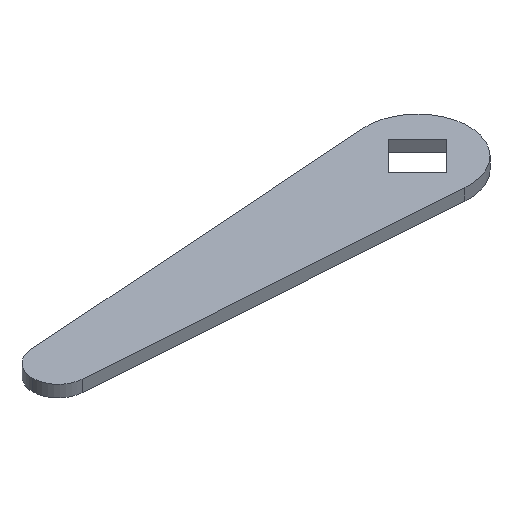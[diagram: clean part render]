
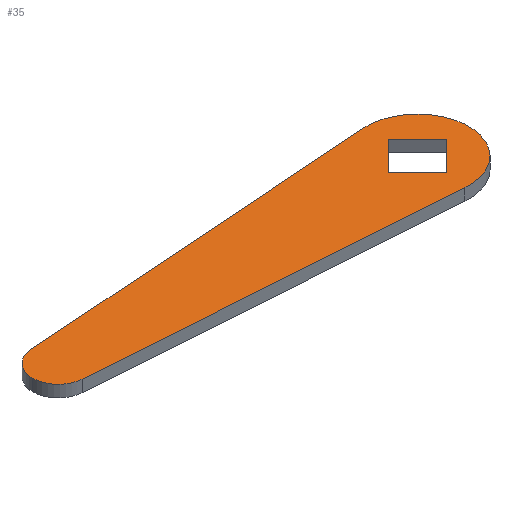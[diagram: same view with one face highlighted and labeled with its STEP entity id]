
A CAD part, isometric view. The second image highlights one B-rep face of the part: STEP entity #35.
In plain terms, the highlighted planar face has unit normal (0, 0, 1).
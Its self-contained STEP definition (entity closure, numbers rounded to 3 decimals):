
#2 = EDGE_CURVE ( 'NONE', #3, #16, #81, .T. ) ;
#3 = VERTEX_POINT ( 'NONE', #142 ) ;
#12 = ORIENTED_EDGE ( 'NONE', *, *, #13, .T. ) ;
#13 = EDGE_CURVE ( 'NONE', #15, #3, #154, .T. ) ;
#14 = ORIENTED_EDGE ( 'NONE', *, *, #2, .T. ) ;
#15 = VERTEX_POINT ( 'NONE', #149 ) ;
#16 = VERTEX_POINT ( 'NONE', #148 ) ;
#18 = EDGE_LOOP ( 'NONE', ( #12, #14, #86, #89, #92 ) ) ;
#35 = ADVANCED_FACE ( 'NONE', ( #182, #181 ), #180, .T. ) ;
#80 = AXIS2_PLACEMENT_3D ( 'NONE', #145, #144, #143 ) ;
#81 = CIRCLE ( 'NONE', #80, 5. ) ;
#86 = ORIENTED_EDGE ( 'NONE', *, *, #87, .T. ) ;
#87 = EDGE_CURVE ( 'NONE', #16, #88, #374, .T. ) ;
#88 = VERTEX_POINT ( 'NONE', #370 ) ;
#89 = ORIENTED_EDGE ( 'NONE', *, *, #90, .T. ) ;
#90 = EDGE_CURVE ( 'NONE', #88, #91, #369, .T. ) ;
#91 = VERTEX_POINT ( 'NONE', #364 ) ;
#92 = ORIENTED_EDGE ( 'NONE', *, *, #93, .T. ) ;
#93 = EDGE_CURVE ( 'NONE', #91, #15, #363, .T. ) ;
#94 = EDGE_LOOP ( 'NONE', ( #102, #107, #109, #112 ) ) ;
#102 = ORIENTED_EDGE ( 'NONE', *, *, #103, .F. ) ;
#103 = EDGE_CURVE ( 'NONE', #104, #105, #292, .T. ) ;
#104 = VERTEX_POINT ( 'NONE', #288 ) ;
#105 = VERTEX_POINT ( 'NONE', #287 ) ;
#106 = VERTEX_POINT ( 'NONE', #286 ) ;
#107 = ORIENTED_EDGE ( 'NONE', *, *, #108, .F. ) ;
#108 = EDGE_CURVE ( 'NONE', #106, #104, #285, .T. ) ;
#109 = ORIENTED_EDGE ( 'NONE', *, *, #110, .F. ) ;
#110 = EDGE_CURVE ( 'NONE', #111, #106, #281, .T. ) ;
#111 = VERTEX_POINT ( 'NONE', #348 ) ;
#112 = ORIENTED_EDGE ( 'NONE', *, *, #113, .F. ) ;
#113 = EDGE_CURVE ( 'NONE', #105, #111, #347, .T. ) ;
#142 = CARTESIAN_POINT ( 'NONE',  ( -75., 0., 2.3 ) ) ;
#143 = DIRECTION ( 'NONE',  ( 1., 0., 0. ) ) ;
#144 = DIRECTION ( 'NONE',  ( 0., 0., 1. ) ) ;
#145 = CARTESIAN_POINT ( 'NONE',  ( -70., 0., 2.3 ) ) ;
#148 = CARTESIAN_POINT ( 'NONE',  ( -70.357, -4.987, 2.3 ) ) ;
#149 = CARTESIAN_POINT ( 'NONE',  ( -70.357, 4.987, 2.3 ) ) ;
#150 = DIRECTION ( 'NONE',  ( 1., 0., 0. ) ) ;
#151 = DIRECTION ( 'NONE',  ( 0., 0., 1. ) ) ;
#152 = CARTESIAN_POINT ( 'NONE',  ( -70., 0., 2.3 ) ) ;
#153 = AXIS2_PLACEMENT_3D ( 'NONE', #152, #151, #150 ) ;
#154 = CIRCLE ( 'NONE', #153, 5. ) ;
#176 = DIRECTION ( 'NONE',  ( 1., 0., 0. ) ) ;
#177 = DIRECTION ( 'NONE',  ( 0., 0., 1. ) ) ;
#178 = CARTESIAN_POINT ( 'NONE',  ( -70., 0., 2.3 ) ) ;
#179 = AXIS2_PLACEMENT_3D ( 'NONE', #178, #177, #176 ) ;
#180 = PLANE ( 'NONE',  #179 ) ;
#181 = FACE_BOUND ( 'NONE', #94, .T. ) ;
#182 = FACE_OUTER_BOUND ( 'NONE', #18, .T. ) ;
#278 = DIRECTION ( 'NONE',  ( -0.707, -0.707, 0. ) ) ;
#279 = VECTOR ( 'NONE', #278, 1000. ) ;
#280 = CARTESIAN_POINT ( 'NONE',  ( -5.657, 0., 2.3 ) ) ;
#281 = LINE ( 'NONE', #280, #279 ) ;
#282 = DIRECTION ( 'NONE',  ( 0.707, -0.707, 0. ) ) ;
#283 = VECTOR ( 'NONE', #282, 1000. ) ;
#284 = CARTESIAN_POINT ( 'NONE',  ( -5.657, 0., 2.3 ) ) ;
#285 = LINE ( 'NONE', #284, #283 ) ;
#286 = CARTESIAN_POINT ( 'NONE',  ( -5.657, 0., 2.3 ) ) ;
#287 = CARTESIAN_POINT ( 'NONE',  ( 5.657, 0., 2.3 ) ) ;
#288 = CARTESIAN_POINT ( 'NONE',  ( 0., -5.657, 2.3 ) ) ;
#289 = DIRECTION ( 'NONE',  ( 0.707, 0.707, 0. ) ) ;
#290 = VECTOR ( 'NONE', #289, 1000. ) ;
#291 = CARTESIAN_POINT ( 'NONE',  ( 0., -5.657, 2.3 ) ) ;
#292 = LINE ( 'NONE', #291, #290 ) ;
#344 = DIRECTION ( 'NONE',  ( -0.707, 0.707, 0. ) ) ;
#345 = VECTOR ( 'NONE', #344, 1000. ) ;
#346 = CARTESIAN_POINT ( 'NONE',  ( 0., 5.657, 2.3 ) ) ;
#347 = LINE ( 'NONE', #346, #345 ) ;
#348 = CARTESIAN_POINT ( 'NONE',  ( 0., 5.657, 2.3 ) ) ;
#360 = DIRECTION ( 'NONE',  ( -0.997, -0.071, 0. ) ) ;
#361 = VECTOR ( 'NONE', #360, 1000. ) ;
#362 = CARTESIAN_POINT ( 'NONE',  ( -70.357, 4.987, 2.3 ) ) ;
#363 = LINE ( 'NONE', #362, #361 ) ;
#364 = CARTESIAN_POINT ( 'NONE',  ( -0.714, 9.974, 2.3 ) ) ;
#365 = DIRECTION ( 'NONE',  ( 1., 0., 0. ) ) ;
#366 = DIRECTION ( 'NONE',  ( 0., 0., 1. ) ) ;
#367 = CARTESIAN_POINT ( 'NONE',  ( 0., 0., 2.3 ) ) ;
#368 = AXIS2_PLACEMENT_3D ( 'NONE', #367, #366, #365 ) ;
#369 = CIRCLE ( 'NONE', #368, 10. ) ;
#370 = CARTESIAN_POINT ( 'NONE',  ( -0.714, -9.974, 2.3 ) ) ;
#371 = DIRECTION ( 'NONE',  ( 0.997, -0.071, 0. ) ) ;
#372 = VECTOR ( 'NONE', #371, 1000. ) ;
#373 = CARTESIAN_POINT ( 'NONE',  ( -70.357, -4.987, 2.3 ) ) ;
#374 = LINE ( 'NONE', #373, #372 ) ;
